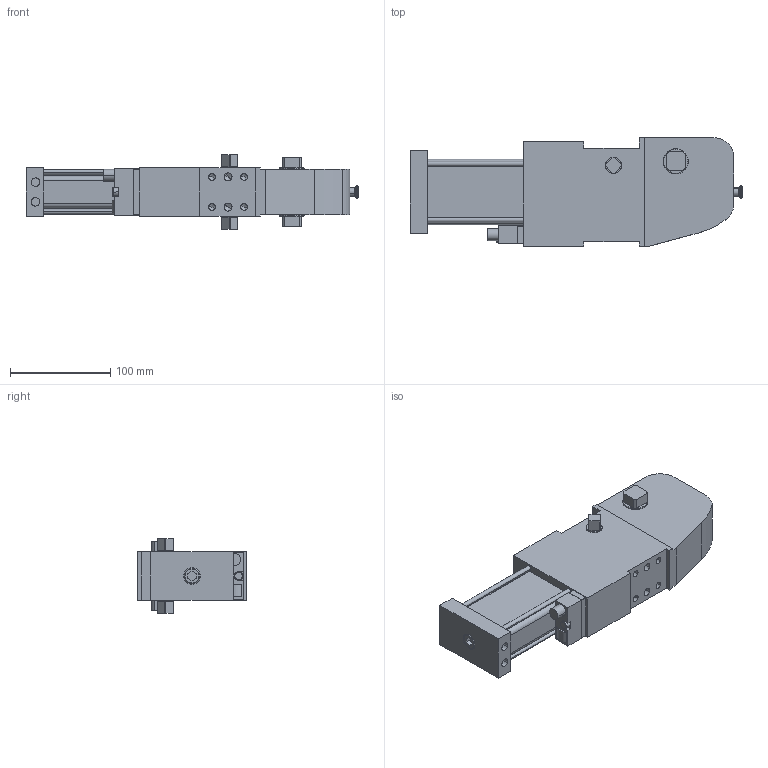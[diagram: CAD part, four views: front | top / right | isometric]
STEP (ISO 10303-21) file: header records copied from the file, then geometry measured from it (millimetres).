
FILE_DESCRIPTION(('CATIA V5 STEP Exchange'),'2;1');
FILE_NAME('U_50_BR5_Z_A00_T24_2_TUENKERS.stp','2018-01-19T11:02:51+00:00',('none'),('none'),'CATIA Version 5 Release 19 SP 9 (IN-10)','CATIA V5 STEP AP214','none');
FILE_SCHEMA(('AUTOMOTIVE_DESIGN { 1 0 10303 214 1 1 1 1 }'));
Length unit declared in the file: millimetre
Products named in the file (1): U_50_BR5_Z_A00_T24_2_TUENKERS
Bounding box: 330.8 x 108 x 74 mm (x, y, z)
Volume: 1254030 mm3; surface area: 114215 mm2
Topology: 1 solids, 1 shells, 229 faces, 560 edges, 344 vertices
Faces by surface type: plane 104, cylinder 83, cone 34, torus 8
Entity records: 6412 total; most frequent: CARTESIAN_POINT 1184, ORIENTED_EDGE 1080, DIRECTION 810, EDGE_CURVE 540, AXIS2_PLACEMENT_3D 364, VERTEX_POINT 344, VECTOR 300, LINE 300
